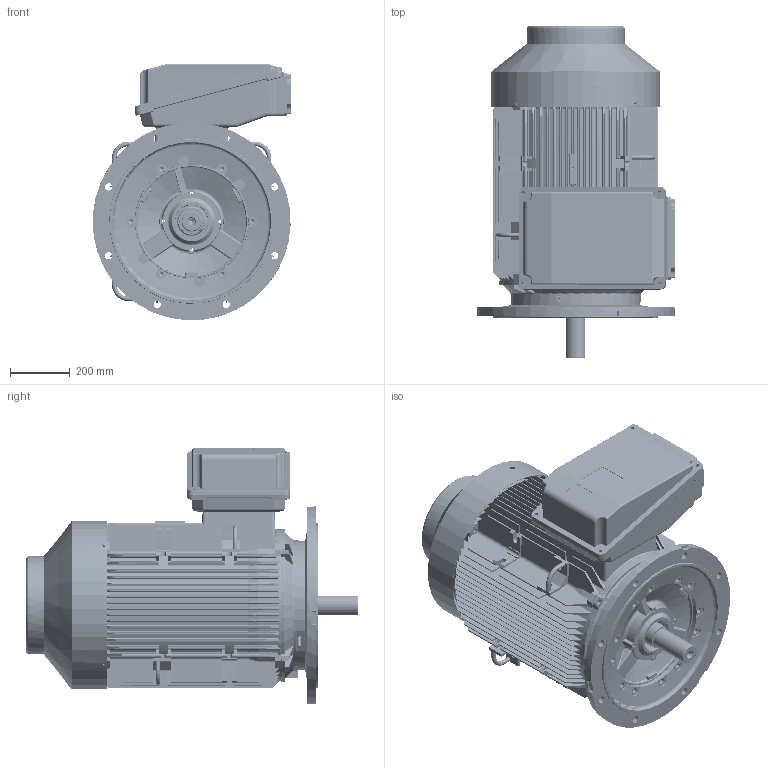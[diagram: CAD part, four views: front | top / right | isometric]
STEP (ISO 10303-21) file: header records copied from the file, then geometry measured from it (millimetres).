
FILE_DESCRIPTION( ( 'Unknown' ), '1' );
FILE_NAME( 'WP-DF315SE B5 2P.stp', 'Unknown', ( 'Unknown' ), ( 'Unknown' ), 'PSStep 17.0.49', 'Unknown', ' ' );
FILE_SCHEMA( ( 'AUTOMOTIVE_DESIGN { 1 0 10303 214 1 1 1 1 }' ) );
Length unit declared in the file: millimetre
Products named in the file (2): 1; w4lfm_sm
Bounding box: 661.52 x 1107.32 x 855.44 mm (x, y, z)
Volume: 49675839.3 mm3; surface area: 9303047.5 mm2
Topology: 2 solids, 5 shells, 6784 faces, 18992 edges, 12155 vertices
Faces by surface type: plane 3513, cylinder 1921, bspline 737, torus 313, cone 214, sphere 74, extrusion 12
Full cylindrical faces by diameter (mm): 3.432 x10, 5 x2, 5.188 x2, 6.647 x1, 6.985 x4, 8 x2, 8.782 x15, 9 x2, 10 x8, 11.979 x1, 12 x12, 14.376 x8, 14.782 x12, 15 x9, 17 x6, 17.97 x1, 19 x20, 20 x3, 21 x1, 24 x8, 60.05 x1, 62.98 x2, 65.02 x1, 76.35 x2, 79.98 x2, 80.016 x2, 89.51 x2, 110 x2, 112.25 x1, 125 x1
Entity records: 397716 total; most frequent: CARTESIAN_POINT 173640, ORIENTED_EDGE 36980, DIRECTION 32568, EDGE_CURVE 18490, VERTEX_POINT 12009, VECTOR 11264, LINE 11252, AXIS2_PLACEMENT_3D 10652
